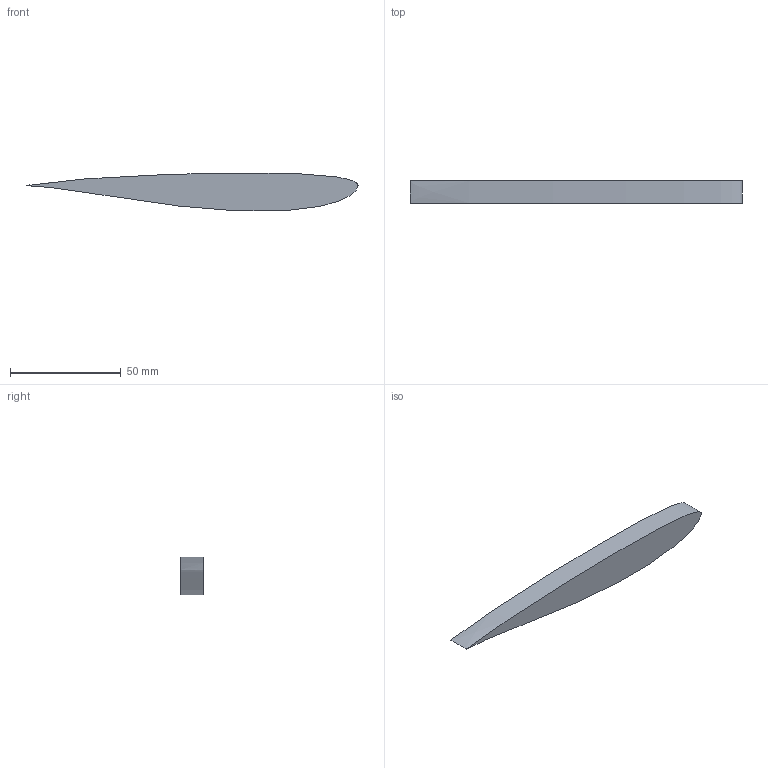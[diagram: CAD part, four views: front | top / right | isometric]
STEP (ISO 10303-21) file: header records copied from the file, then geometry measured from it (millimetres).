
FILE_DESCRIPTION(/* description */ (''),/* implementation_level */ '2;1');
FILE_NAME(/* name */ '1b940255-3902-402c-ac98-2e8b5bf2f08e.stp',/* time_stamp */ '2019-01-08T14:33:44+00:00',/* author */ (''),/* organization */ (''),/* preprocessor_version */ 'ST-DEVELOPER v17.2',/* originating_system */ 'Autodesk Translation Framework v7.6.0.251',/* authorisation */ '');
FILE_SCHEMA (('AUTOMOTIVE_DESIGN { 1 0 10303 214 3 1 1 }'));
Length unit declared in the file: millimetre
Products named in the file (1): wing 3 airfoil left end
Bounding box: 150 x 10 x 17.15 mm (x, y, z)
Volume: 4210.6 mm3; surface area: 10047.1 mm2
Topology: 1 solids, 1 shells, 38 faces, 111 edges, 78 vertices
Faces by surface type: plane 21, cylinder 9, bspline 8
Full cylindrical faces by diameter (mm): 2.2 x1, 5.2 x1, 14.2 x1
Entity records: 3227 total; most frequent: CARTESIAN_POINT 2267, ORIENTED_EDGE 222, DIRECTION 141, EDGE_CURVE 111, VERTEX_POINT 78, AXIS2_PLACEMENT_3D 55, B_SPLINE_CURVE_WITH_KNOTS 54, EDGE_LOOP 47
